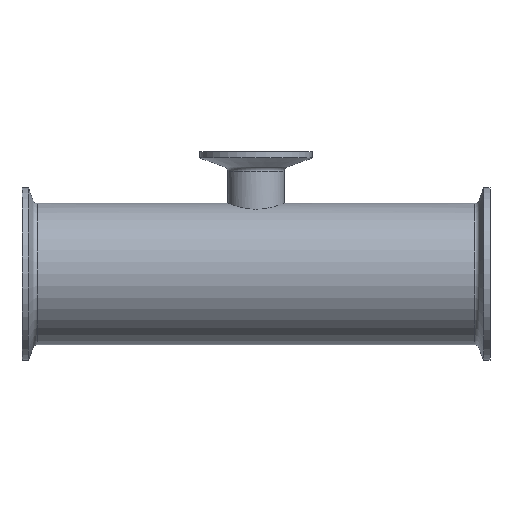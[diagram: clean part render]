
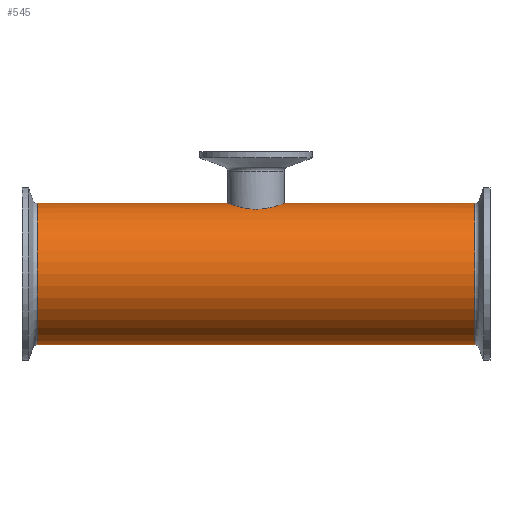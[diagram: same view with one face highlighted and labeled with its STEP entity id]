
A CAD part, front view. The second image highlights one B-rep face of the part: STEP entity #545.
In plain terms, the highlighted cylindrical face has radius 31.75 mm (diameter 63.5 mm), a full revolution.
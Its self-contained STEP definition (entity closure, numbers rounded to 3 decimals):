
#19=FACE_BOUND('',#139,.T.);
#29=B_SPLINE_CURVE_WITH_KNOTS('',3,(#900,#901,#902,#903,#904,#905,#906,
#907,#908,#909,#910,#911,#912,#913),.UNSPECIFIED.,.F.,.F.,(4,2,2,2,2,2,
4),(0.,0.242,0.485,0.969,1.453,
1.695,1.937),.UNSPECIFIED.);
#30=B_SPLINE_CURVE_WITH_KNOTS('',3,(#914,#915,#916,#917,#918,#919,#920,
#921,#922,#923,#924,#925,#926,#927,#928,#929,#930,#931,#932,#933,#934,#935,
#936,#937,#938,#939,#940,#941,#942,#943,#944,#945,#946,#947,#948,#949,#950,
#951),.UNSPECIFIED.,.F.,.F.,(4,2,2,2,2,2,2,2,2,2,2,2,2,2,2,2,2,2,4),(1.937,
2.179,2.421,2.906,3.39,3.632,
3.875,4.117,4.359,4.844,5.328,
5.57,5.812,6.054,6.296,6.78,
7.265,7.507,7.749),.UNSPECIFIED.);
#35=CYLINDRICAL_SURFACE('',#638,31.75);
#48=LINE('',#1040,#64);
#64=VECTOR('',#805,31.75);
#100=FACE_OUTER_BOUND('',#138,.T.);
#138=EDGE_LOOP('',(#438,#439,#440,#441,#442,#443));
#139=EDGE_LOOP('',(#444,#445));
#190=CIRCLE('',#631,31.75);
#194=CIRCLE('',#635,31.75);
#196=CIRCLE('',#639,31.75);
#197=CIRCLE('',#640,31.75);
#222=VERTEX_POINT('',#897);
#223=VERTEX_POINT('',#899);
#247=VERTEX_POINT('',#1023);
#248=VERTEX_POINT('',#1024);
#252=VERTEX_POINT('',#1037);
#253=VERTEX_POINT('',#1038);
#278=EDGE_CURVE('',#223,#222,#29,.T.);
#279=EDGE_CURVE('',#222,#223,#30,.T.);
#313=EDGE_CURVE('',#247,#248,#190,.T.);
#317=EDGE_CURVE('',#248,#247,#194,.T.);
#320=EDGE_CURVE('',#252,#253,#196,.T.);
#321=EDGE_CURVE('',#252,#247,#48,.T.);
#322=EDGE_CURVE('',#253,#252,#197,.T.);
#438=ORIENTED_EDGE('',*,*,#320,.F.);
#439=ORIENTED_EDGE('',*,*,#321,.T.);
#440=ORIENTED_EDGE('',*,*,#317,.F.);
#441=ORIENTED_EDGE('',*,*,#313,.F.);
#442=ORIENTED_EDGE('',*,*,#321,.F.);
#443=ORIENTED_EDGE('',*,*,#322,.F.);
#444=ORIENTED_EDGE('',*,*,#278,.T.);
#445=ORIENTED_EDGE('',*,*,#279,.T.);
#545=ADVANCED_FACE('',(#100,#19),#35,.T.);
#631=AXIS2_PLACEMENT_3D('',#1025,#786,#787);
#635=AXIS2_PLACEMENT_3D('',#1031,#794,#795);
#638=AXIS2_PLACEMENT_3D('',#1036,#801,#802);
#639=AXIS2_PLACEMENT_3D('',#1039,#803,#804);
#640=AXIS2_PLACEMENT_3D('',#1041,#806,#807);
#786=DIRECTION('center_axis',(-1.,0.,0.));
#787=DIRECTION('ref_axis',(0.,1.,0.));
#794=DIRECTION('center_axis',(-1.,0.,0.));
#795=DIRECTION('ref_axis',(0.,1.,0.));
#801=DIRECTION('center_axis',(1.,0.,0.));
#802=DIRECTION('ref_axis',(0.,1.,0.));
#803=DIRECTION('center_axis',(1.,0.,0.));
#804=DIRECTION('ref_axis',(0.,-1.,0.));
#805=DIRECTION('',(-1.,0.,0.));
#806=DIRECTION('center_axis',(1.,0.,0.));
#807=DIRECTION('ref_axis',(0.,-1.,0.));
#897=CARTESIAN_POINT('',(-12.7,0.,31.75));
#899=CARTESIAN_POINT('',(0.,-12.7,29.099));
#900=CARTESIAN_POINT('Ctrl Pts',(0.,-12.7,29.099));
#901=CARTESIAN_POINT('Ctrl Pts',(-0.808,-12.7,29.099));
#902=CARTESIAN_POINT('Ctrl Pts',(-1.639,-12.622,29.134));
#903=CARTESIAN_POINT('Ctrl Pts',(-3.288,-12.296,29.273));
#904=CARTESIAN_POINT('Ctrl Pts',(-4.104,-12.048,29.377));
#905=CARTESIAN_POINT('Ctrl Pts',(-6.446,-11.072,29.765));
#906=CARTESIAN_POINT('Ctrl Pts',(-7.862,-10.098,30.124));
#907=CARTESIAN_POINT('Ctrl Pts',(-10.097,-7.863,30.783));
#908=CARTESIAN_POINT('Ctrl Pts',(-11.072,-6.447,31.129));
#909=CARTESIAN_POINT('Ctrl Pts',(-12.048,-4.104,31.494));
#910=CARTESIAN_POINT('Ctrl Pts',(-12.296,-3.287,31.59));
#911=CARTESIAN_POINT('Ctrl Pts',(-12.622,-1.638,31.718));
#912=CARTESIAN_POINT('Ctrl Pts',(-12.7,-0.807,31.75));
#913=CARTESIAN_POINT('Ctrl Pts',(-12.7,0.,31.75));
#914=CARTESIAN_POINT('Ctrl Pts',(-12.7,0.,31.75));
#915=CARTESIAN_POINT('Ctrl Pts',(-12.7,0.807,31.75));
#916=CARTESIAN_POINT('Ctrl Pts',(-12.622,1.638,31.718));
#917=CARTESIAN_POINT('Ctrl Pts',(-12.296,3.287,31.59));
#918=CARTESIAN_POINT('Ctrl Pts',(-12.048,4.104,31.494));
#919=CARTESIAN_POINT('Ctrl Pts',(-11.072,6.447,31.129));
#920=CARTESIAN_POINT('Ctrl Pts',(-10.097,7.863,30.783));
#921=CARTESIAN_POINT('Ctrl Pts',(-7.862,10.098,30.124));
#922=CARTESIAN_POINT('Ctrl Pts',(-6.446,11.072,29.765));
#923=CARTESIAN_POINT('Ctrl Pts',(-4.104,12.048,29.377));
#924=CARTESIAN_POINT('Ctrl Pts',(-3.288,12.296,29.273));
#925=CARTESIAN_POINT('Ctrl Pts',(-1.639,12.622,29.134));
#926=CARTESIAN_POINT('Ctrl Pts',(-0.808,12.7,29.099));
#927=CARTESIAN_POINT('Ctrl Pts',(0.808,12.7,29.099));
#928=CARTESIAN_POINT('Ctrl Pts',(1.639,12.622,29.134));
#929=CARTESIAN_POINT('Ctrl Pts',(3.288,12.296,29.273));
#930=CARTESIAN_POINT('Ctrl Pts',(4.104,12.048,29.377));
#931=CARTESIAN_POINT('Ctrl Pts',(6.446,11.072,29.765));
#932=CARTESIAN_POINT('Ctrl Pts',(7.862,10.098,30.124));
#933=CARTESIAN_POINT('Ctrl Pts',(10.097,7.863,30.783));
#934=CARTESIAN_POINT('Ctrl Pts',(11.072,6.447,31.129));
#935=CARTESIAN_POINT('Ctrl Pts',(12.048,4.104,31.494));
#936=CARTESIAN_POINT('Ctrl Pts',(12.296,3.287,31.59));
#937=CARTESIAN_POINT('Ctrl Pts',(12.622,1.638,31.718));
#938=CARTESIAN_POINT('Ctrl Pts',(12.7,0.807,31.75));
#939=CARTESIAN_POINT('Ctrl Pts',(12.7,-0.807,31.75));
#940=CARTESIAN_POINT('Ctrl Pts',(12.622,-1.638,31.718));
#941=CARTESIAN_POINT('Ctrl Pts',(12.296,-3.287,31.59));
#942=CARTESIAN_POINT('Ctrl Pts',(12.048,-4.104,31.494));
#943=CARTESIAN_POINT('Ctrl Pts',(11.072,-6.447,31.129));
#944=CARTESIAN_POINT('Ctrl Pts',(10.097,-7.863,30.783));
#945=CARTESIAN_POINT('Ctrl Pts',(7.862,-10.098,30.124));
#946=CARTESIAN_POINT('Ctrl Pts',(6.446,-11.072,29.765));
#947=CARTESIAN_POINT('Ctrl Pts',(4.104,-12.048,29.377));
#948=CARTESIAN_POINT('Ctrl Pts',(3.288,-12.296,29.273));
#949=CARTESIAN_POINT('Ctrl Pts',(1.639,-12.622,29.134));
#950=CARTESIAN_POINT('Ctrl Pts',(0.808,-12.7,29.099));
#951=CARTESIAN_POINT('Ctrl Pts',(0.,-12.7,29.099));
#1023=CARTESIAN_POINT('',(-98.202,-31.75,0.));
#1024=CARTESIAN_POINT('',(-98.202,0.,-31.75));
#1025=CARTESIAN_POINT('Origin',(-98.202,0.,0.));
#1031=CARTESIAN_POINT('Origin',(-98.202,0.,0.));
#1036=CARTESIAN_POINT('Origin',(0.,0.,0.));
#1037=CARTESIAN_POINT('',(98.202,-31.75,0.));
#1038=CARTESIAN_POINT('',(98.202,0.,31.75));
#1039=CARTESIAN_POINT('Origin',(98.202,0.,0.));
#1040=CARTESIAN_POINT('',(0.,-31.75,0.));
#1041=CARTESIAN_POINT('Origin',(98.202,0.,0.));
